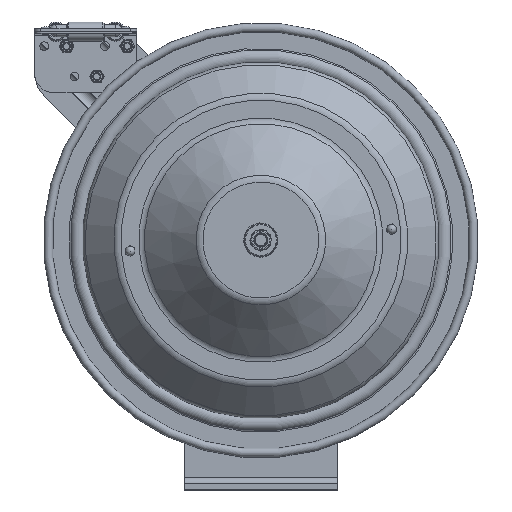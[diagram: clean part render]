
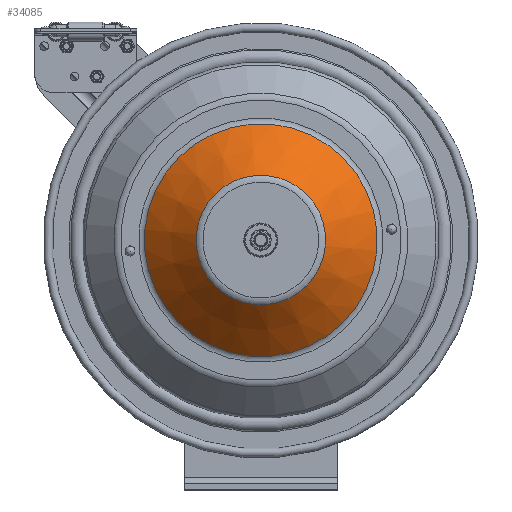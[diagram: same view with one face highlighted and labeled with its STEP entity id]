
A CAD part, top view. The second image highlights one B-rep face of the part: STEP entity #34085.
In plain terms, the highlighted conical face has half-angle 45 degrees and reference radius 89.911 mm.
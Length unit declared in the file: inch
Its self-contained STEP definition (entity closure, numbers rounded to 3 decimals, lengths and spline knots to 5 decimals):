
#3694=LINE('',#53324,#6527);
#6527=VECTOR('',#43412,3.53979);
#7972=CONICAL_SURFACE('',#37079,3.53979,0.785);
#8824=FACE_OUTER_BOUND('',#10449,.T.);
#10449=EDGE_LOOP('',(#27159,#27160,#27161,#27162,#27163,#27164,#27165,#27166));
#12435=CIRCLE('',#37076,2.53087);
#12436=CIRCLE('',#37077,2.53087);
#12437=CIRCLE('',#37078,2.53087);
#12438=CIRCLE('',#37080,4.54871);
#12439=CIRCLE('',#37081,4.54871);
#12440=CIRCLE('',#37082,4.54871);
#14923=VERTEX_POINT('',#53315);
#14924=VERTEX_POINT('',#53317);
#14925=VERTEX_POINT('',#53319);
#14926=VERTEX_POINT('',#53323);
#14927=VERTEX_POINT('',#53325);
#14928=VERTEX_POINT('',#53327);
#19804=EDGE_CURVE('',#14923,#14924,#12435,.T.);
#19805=EDGE_CURVE('',#14924,#14925,#12436,.T.);
#19806=EDGE_CURVE('',#14925,#14923,#12437,.T.);
#19807=EDGE_CURVE('',#14925,#14926,#3694,.T.);
#19808=EDGE_CURVE('',#14926,#14927,#12438,.T.);
#19809=EDGE_CURVE('',#14927,#14928,#12439,.T.);
#19810=EDGE_CURVE('',#14928,#14926,#12440,.T.);
#27159=ORIENTED_EDGE('',*,*,#19805,.F.);
#27160=ORIENTED_EDGE('',*,*,#19804,.F.);
#27161=ORIENTED_EDGE('',*,*,#19806,.F.);
#27162=ORIENTED_EDGE('',*,*,#19807,.T.);
#27163=ORIENTED_EDGE('',*,*,#19808,.T.);
#27164=ORIENTED_EDGE('',*,*,#19809,.T.);
#27165=ORIENTED_EDGE('',*,*,#19810,.T.);
#27166=ORIENTED_EDGE('',*,*,#19807,.F.);
#34085=ADVANCED_FACE('',(#8824),#7972,.T.);
#37076=AXIS2_PLACEMENT_3D('',#53318,#43404,#43405);
#37077=AXIS2_PLACEMENT_3D('',#53320,#43406,#43407);
#37078=AXIS2_PLACEMENT_3D('',#53321,#43408,#43409);
#37079=AXIS2_PLACEMENT_3D('',#53322,#43410,#43411);
#37080=AXIS2_PLACEMENT_3D('',#53326,#43413,#43414);
#37081=AXIS2_PLACEMENT_3D('',#53328,#43415,#43416);
#37082=AXIS2_PLACEMENT_3D('',#53329,#43417,#43418);
#43404=DIRECTION('center_axis',(0.,0.,
1.));
#43405=DIRECTION('ref_axis',(0.083,-0.997,0.));
#43406=DIRECTION('center_axis',(0.,0.,
1.));
#43407=DIRECTION('ref_axis',(0.083,-0.997,0.));
#43408=DIRECTION('center_axis',(0.,0.,
1.));
#43409=DIRECTION('ref_axis',(0.083,-0.997,0.));
#43410=DIRECTION('center_axis',(0.,0.,
-1.));
#43411=DIRECTION('ref_axis',(0.083,-0.997,0.));
#43412=DIRECTION('',(-0.059,0.705,-0.707));
#43413=DIRECTION('center_axis',(0.,0.,
1.));
#43414=DIRECTION('ref_axis',(0.083,-0.997,0.));
#43415=DIRECTION('center_axis',(0.,0.,
1.));
#43416=DIRECTION('ref_axis',(0.083,-0.997,0.));
#43417=DIRECTION('center_axis',(0.,0.,
1.));
#43418=DIRECTION('ref_axis',(0.083,-0.997,0.));
#53315=CARTESIAN_POINT('',(-2.55269,0.24606,8.47264));
#53317=CARTESIAN_POINT('',(0.17947,-2.06606,8.47264));
#53318=CARTESIAN_POINT('Origin',(-0.03055,0.45608,
8.47264));
#53319=CARTESIAN_POINT('',(-0.24057,2.97822,8.47264));
#53320=CARTESIAN_POINT('Origin',(-0.03055,0.45608,
8.47264));
#53321=CARTESIAN_POINT('Origin',(-0.03055,0.45608,
8.47264));
#53322=CARTESIAN_POINT('Origin',(-0.03055,0.45608,
7.46371));
#53323=CARTESIAN_POINT('',(-0.40802,4.9891,6.45479));
#53324=CARTESIAN_POINT('',(-0.3243,3.98366,7.46371));
#53325=CARTESIAN_POINT('',(-4.56357,0.07861,6.45479));
#53326=CARTESIAN_POINT('Origin',(-0.03055,0.45608,
6.45479));
#53327=CARTESIAN_POINT('',(0.34692,-4.07694,6.45479));
#53328=CARTESIAN_POINT('Origin',(-0.03055,0.45608,
6.45479));
#53329=CARTESIAN_POINT('Origin',(-0.03055,0.45608,
6.45479));
